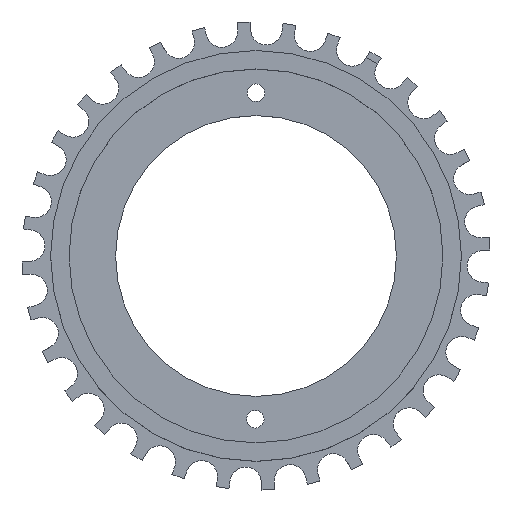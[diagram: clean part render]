
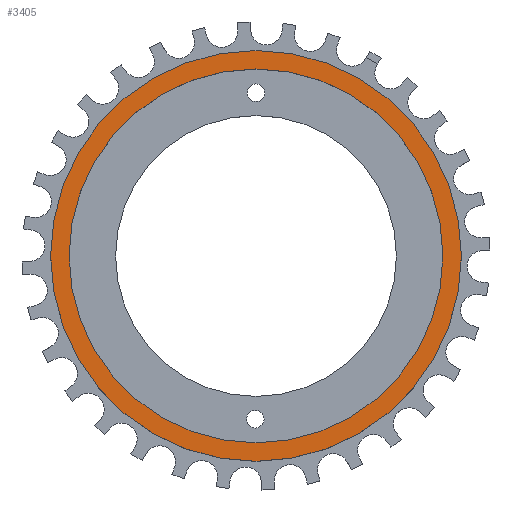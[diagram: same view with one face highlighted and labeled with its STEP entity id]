
A CAD part, top view. The second image highlights one B-rep face of the part: STEP entity #3405.
In plain terms, the highlighted planar face has unit normal (0, 0, 1).
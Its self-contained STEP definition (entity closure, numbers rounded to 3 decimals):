
#25=FACE_BOUND('',#479,.T.);
#128=PLANE('',#3731);
#300=FACE_OUTER_BOUND('',#478,.T.);
#478=EDGE_LOOP('',(#3162));
#479=EDGE_LOOP('',(#3163));
#1336=CIRCLE('',#3726,53.25);
#1338=CIRCLE('',#3729,58.5);
#1668=VERTEX_POINT('',#5705);
#1670=VERTEX_POINT('',#5711);
#2164=EDGE_CURVE('',#1668,#1668,#1336,.T.);
#2167=EDGE_CURVE('',#1670,#1670,#1338,.T.);
#3162=ORIENTED_EDGE('',*,*,#2167,.T.);
#3163=ORIENTED_EDGE('',*,*,#2164,.T.);
#3405=ADVANCED_FACE('',(#300,#25),#128,.T.);
#3726=AXIS2_PLACEMENT_3D('',#5706,#4699,#4700);
#3729=AXIS2_PLACEMENT_3D('',#5712,#4706,#4707);
#3731=AXIS2_PLACEMENT_3D('',#5716,#4711,#4712);
#4699=DIRECTION('center_axis',(0.,0.,-1.));
#4700=DIRECTION('ref_axis',(-1.,0.,0.));
#4706=DIRECTION('center_axis',(0.,0.,1.));
#4707=DIRECTION('ref_axis',(-1.,0.,0.));
#4711=DIRECTION('center_axis',(0.,0.,1.));
#4712=DIRECTION('ref_axis',(-1.,0.,0.));
#5705=CARTESIAN_POINT('',(53.25,0.,17.));
#5706=CARTESIAN_POINT('Origin',(0.,0.,17.));
#5711=CARTESIAN_POINT('',(58.5,0.,17.));
#5712=CARTESIAN_POINT('Origin',(0.,0.,17.));
#5716=CARTESIAN_POINT('Origin',(0.,0.,17.));
